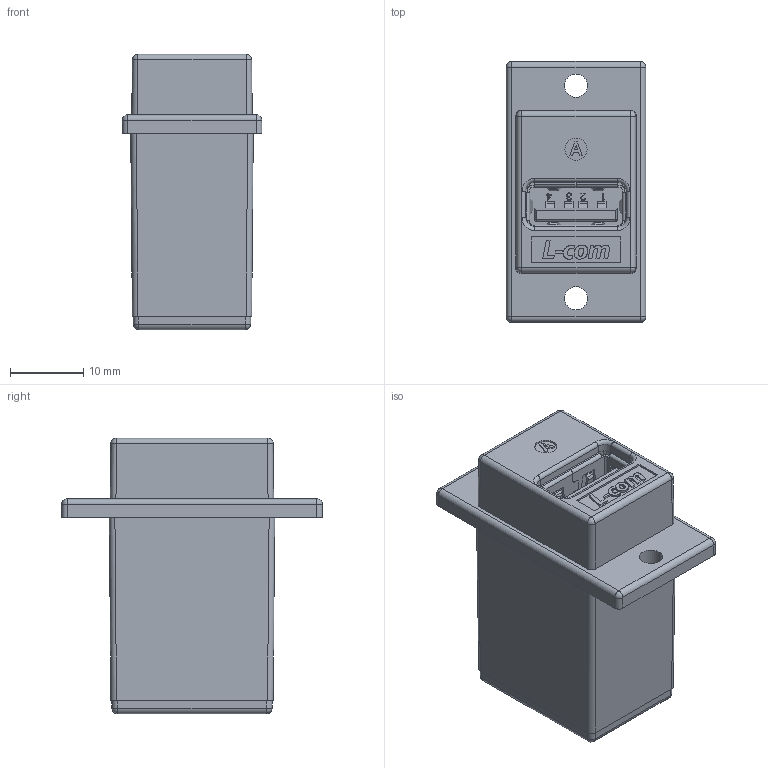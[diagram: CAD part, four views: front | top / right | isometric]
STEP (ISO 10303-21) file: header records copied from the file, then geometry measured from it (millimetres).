
FILE_DESCRIPTION (( 'STEP AP214' ), '1' );
FILE_NAME ('AL-ECF504-AB.STEP', '2010-02-26T19:29:18', ( 'Windows XP Mode' ), ( '' ), 'SwSTEP 2.0', 'SolidWorks 2008', '' );
FILE_SCHEMA (( 'AUTOMOTIVE_DESIGN' ));
Length unit declared in the file: inch
Products named in the file (6): 1BC01-017+COMPONENT_Rev.; 3AC11-010_??; 1AA05-019-SUZHOU_??; AL-ECF504-AB; 1AG01-019_TYPE B; 1AG01-020_TYPE A
Assembly tree (5 placements, depth 3):
  AL-ECF504-AB
    1AG01-019_TYPE B
    1AG01-020_TYPE A
    3AC11-010_??
      1AA05-019-SUZHOU_??
      1BC01-017+COMPONENT_Rev.
Bounding box: 19.05 x 35.56 x 37.54 mm (x, y, z)
Volume: 6907.6 mm3; surface area: 9985.4 mm2
Topology: 8 solids, 8 shells, 2033 faces, 5670 edges, 3728 vertices
Faces by surface type: plane 1523, cylinder 311, bspline 139, cone 28, torus 20, sphere 12
Entity records: 74865 total; most frequent: CARTESIAN_POINT 20036, ORIENTED_EDGE 11336, DIRECTION 9663, EDGE_CURVE 5668, VECTOR 4655, LINE 4655, VERTEX_POINT 3728, AXIS2_PLACEMENT_3D 2504
